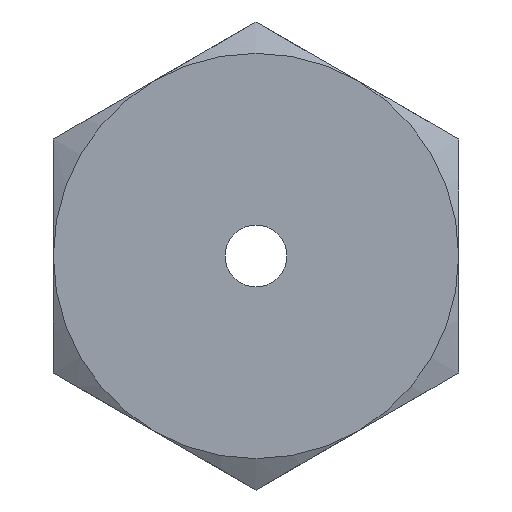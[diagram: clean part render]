
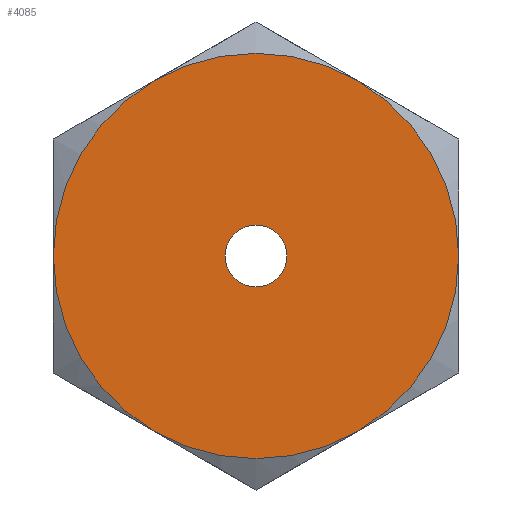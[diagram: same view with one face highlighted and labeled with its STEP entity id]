
A CAD part, left-side view. The second image highlights one B-rep face of the part: STEP entity #4085.
In plain terms, the highlighted planar face has unit normal (-1, 0, 0).
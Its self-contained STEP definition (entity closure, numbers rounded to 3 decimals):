
#1625=CARTESIAN_POINT('',(-2.8,1.75,
-3.031));
#1653=CARTESIAN_POINT('',(-2.8,3.5,
0.));
#1677=CARTESIAN_POINT('',(-2.8,1.75,3.031));
#1703=CARTESIAN_POINT('',(-2.8,-1.75,
3.031));
#1729=CARTESIAN_POINT('',(-2.8,-3.5,
0.));
#1755=CARTESIAN_POINT('',(-2.8,-1.75,
-3.031));
#1770=CARTESIAN_POINT('',(-2.8,0.,0.));
#1771=DIRECTION('',(-1.,0.,0.));
#1772=DIRECTION('',(0.,1.,0.));
#1773=AXIS2_PLACEMENT_3D('',#1770,#1771,#1772);
#1775=CARTESIAN_POINT('',(-2.8,0.,0.));
#1776=DIRECTION('',(-1.,0.,0.));
#1777=DIRECTION('',(0.,0.5,0.866));
#1778=AXIS2_PLACEMENT_3D('',#1775,#1776,#1777);
#1780=CARTESIAN_POINT('',(-2.8,0.,0.));
#1781=DIRECTION('',(-1.,0.,0.));
#1782=DIRECTION('',(0.,-0.5,0.866));
#1783=AXIS2_PLACEMENT_3D('',#1780,#1781,#1782);
#1785=CARTESIAN_POINT('',(-2.8,0.,0.));
#1786=DIRECTION('',(-1.,0.,0.));
#1787=DIRECTION('',(0.,-1.,0.));
#1788=AXIS2_PLACEMENT_3D('',#1785,#1786,#1787);
#1790=CARTESIAN_POINT('',(-2.8,0.,0.));
#1791=DIRECTION('',(-1.,0.,0.));
#1792=DIRECTION('',(0.,-0.5,-0.866));
#1793=AXIS2_PLACEMENT_3D('',#1790,#1791,#1792);
#1795=CARTESIAN_POINT('',(-2.8,0.,0.));
#1796=DIRECTION('',(-1.,0.,0.));
#1797=DIRECTION('',(0.,0.5,-0.866));
#1798=AXIS2_PLACEMENT_3D('',#1795,#1796,#1797);
#1800=CARTESIAN_POINT('',(-2.8,0.,0.));
#1801=DIRECTION('',(1.,0.,0.));
#1802=DIRECTION('',(0.,-1.,0.));
#1803=AXIS2_PLACEMENT_3D('',#1800,#1801,#1802);
#1805=CARTESIAN_POINT('',(-2.8,0.,0.));
#1806=DIRECTION('',(1.,0.,0.));
#1807=DIRECTION('',(0.,1.,0.));
#1808=AXIS2_PLACEMENT_3D('',#1805,#1806,#1807);
#1879=VERTEX_POINT('',#1625);
#1881=VERTEX_POINT('',#1653);
#1884=VERTEX_POINT('',#1677);
#1886=VERTEX_POINT('',#1703);
#1888=VERTEX_POINT('',#1729);
#1889=VERTEX_POINT('',#1755);
#1922=CARTESIAN_POINT('',(-2.8,-0.535,0.));
#1923=CARTESIAN_POINT('',(-2.8,0.535,0.));
#1924=VERTEX_POINT('',#1922);
#1925=VERTEX_POINT('',#1923);
#4063=CARTESIAN_POINT('',(-2.8,0.,0.));
#4064=DIRECTION('',(1.,0.,0.));
#4065=DIRECTION('',(0.,1.,0.));
#4066=AXIS2_PLACEMENT_3D('',#4063,#4064,#4065);
#4067=PLANE('',#4066);
#4068=ORIENTED_EDGE('',*,*,#4034,.F.);
#4070=ORIENTED_EDGE('',*,*,#4069,.F.);
#4072=ORIENTED_EDGE('',*,*,#4071,.F.);
#4074=ORIENTED_EDGE('',*,*,#4073,.F.);
#4075=ORIENTED_EDGE('',*,*,#4058,.F.);
#4076=ORIENTED_EDGE('',*,*,#4045,.F.);
#4077=EDGE_LOOP('',(#4068,#4070,#4072,#4074,#4075,#4076));
#4078=FACE_OUTER_BOUND('',#4077,.F.);
#4080=ORIENTED_EDGE('',*,*,#4079,.F.);
#4082=ORIENTED_EDGE('',*,*,#4081,.F.);
#4083=EDGE_LOOP('',(#4080,#4082));
#4084=FACE_BOUND('',#4083,.F.);
#1774=CIRCLE('',#1773,3.5);
#1779=CIRCLE('',#1778,3.5);
#1784=CIRCLE('',#1783,3.5);
#1789=CIRCLE('',#1788,3.5);
#1794=CIRCLE('',#1793,3.5);
#1799=CIRCLE('',#1798,3.5);
#1804=CIRCLE('',#1803,0.535);
#1809=CIRCLE('',#1808,0.535);
#4034=EDGE_CURVE('',#1881,#1879,#1774,.T.);
#4045=EDGE_CURVE('',#1879,#1889,#1799,.T.);
#4058=EDGE_CURVE('',#1889,#1888,#1794,.T.);
#4069=EDGE_CURVE('',#1884,#1881,#1779,.T.);
#4071=EDGE_CURVE('',#1886,#1884,#1784,.T.);
#4073=EDGE_CURVE('',#1888,#1886,#1789,.T.);
#4079=EDGE_CURVE('',#1924,#1925,#1804,.T.);
#4081=EDGE_CURVE('',#1925,#1924,#1809,.T.);
#4085=ADVANCED_FACE('',(#4078,#4084),#4067,.F.);
